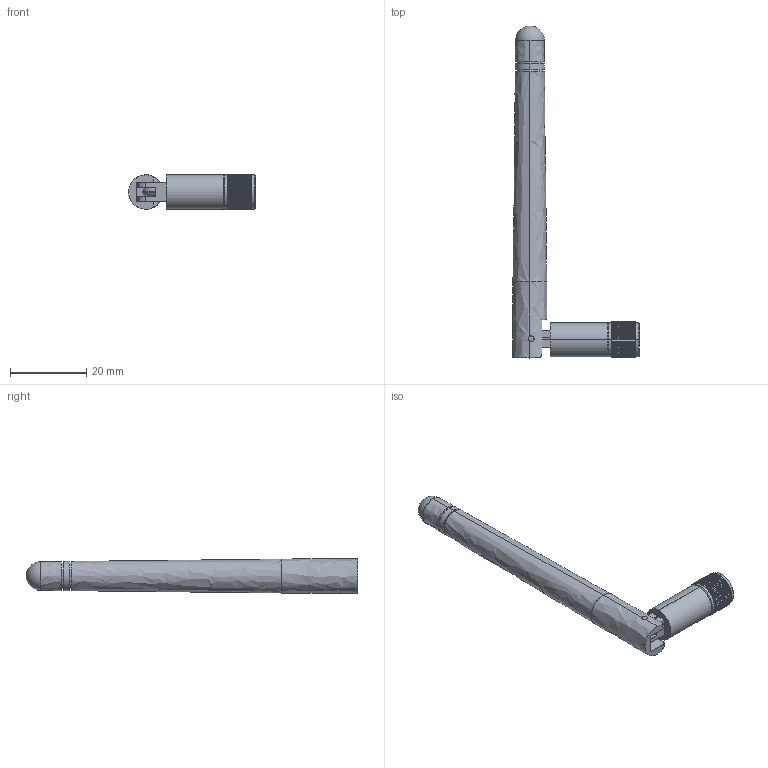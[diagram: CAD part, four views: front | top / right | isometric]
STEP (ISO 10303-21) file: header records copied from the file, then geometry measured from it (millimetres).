
FILE_DESCRIPTION (( 'STEP AP214' ), '1' );
FILE_NAME ('User Library-433Mhz Antenna.STEP', '2018-11-07T19:20:30', ( '' ), ( '' ), 'SwSTEP 2.0', 'SolidWorks 2018', '' );
FILE_SCHEMA (( 'AUTOMOTIVE_DESIGN' ));
Length unit declared in the file: millimetre
Products named in the file (3): User Library-433Mhz Antenna_433Mhz Antenna connector; User Library-433Mhz Antenna; User Library-433Mhz Antenna_433Mhz Antenna
Assembly tree (2 placements, depth 2):
  User Library-433Mhz Antenna
    User Library-433Mhz Antenna_433Mhz Antenna
    User Library-433Mhz Antenna_433Mhz Antenna connector
Bounding box: 33.14 x 86.9 x 9.37 mm (x, y, z)
Volume: 7150.7 mm3; surface area: 4866.9 mm2
Topology: 3 solids, 3 shells, 500 faces, 1406 edges, 932 vertices
Faces by surface type: plane 298, bspline 134, cylinder 50, torus 8, cone 8, sphere 2
Entity records: 19501 total; most frequent: CARTESIAN_POINT 7442, ORIENTED_EDGE 2804, DIRECTION 1962, EDGE_CURVE 1402, VERTEX_POINT 930, VECTOR 758, LINE 758, AXIS2_PLACEMENT_3D 602
